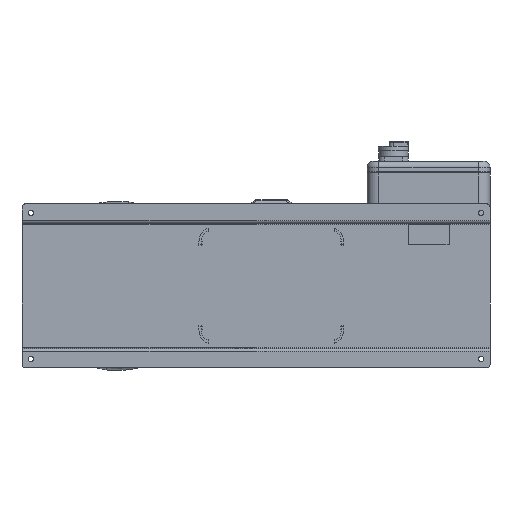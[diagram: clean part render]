
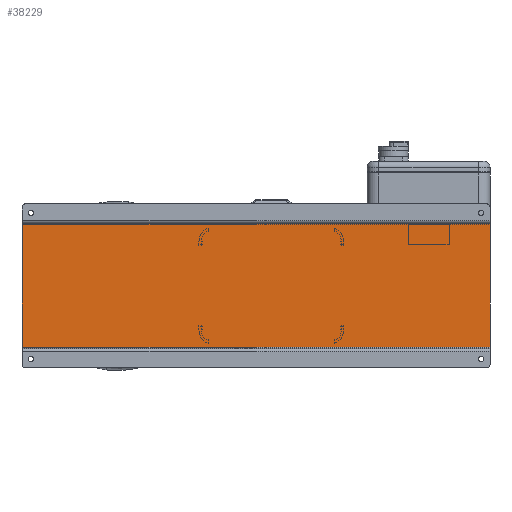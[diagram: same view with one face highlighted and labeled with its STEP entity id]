
A CAD part, front view. The second image highlights one B-rep face of the part: STEP entity #38229.
In plain terms, the highlighted planar face has unit normal (0, -1, 0).
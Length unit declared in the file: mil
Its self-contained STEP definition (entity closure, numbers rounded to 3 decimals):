
#165 = ORIENTED_EDGE ( 'NONE', *, *, #12698, .F. ) ;
#4200 = VERTEX_POINT ( 'NONE', #20904 ) ;
#5652 = ORIENTED_EDGE ( 'NONE', *, *, #58221, .T. ) ;
#5775 = EDGE_CURVE ( 'NONE', #63572, #57084, #57272, .T. ) ;
#6428 = FACE_OUTER_BOUND ( 'NONE', #63241, .T. ) ;
#11916 = CARTESIAN_POINT ( 'NONE',  ( 15748.031, 2007.874, 4133.858 ) ) ;
#12394 = DIRECTION ( 'NONE',  ( 0., 0., -1. ) ) ;
#12669 = DIRECTION ( 'NONE',  ( 1., 0., 0. ) ) ;
#12698 = EDGE_CURVE ( 'NONE', #57084, #4200, #69254, .T. ) ;
#13069 = CARTESIAN_POINT ( 'NONE',  ( 15748.031, 2007.874, 4133.858 ) ) ;
#18227 = DIRECTION ( 'NONE',  ( 0., 0., -1. ) ) ;
#20904 = CARTESIAN_POINT ( 'NONE',  ( -15748.031, 2007.874, -4133.858 ) ) ;
#22593 = LINE ( 'NONE', #63410, #55524 ) ;
#23009 = CARTESIAN_POINT ( 'NONE',  ( 15748.031, 2007.874, -4133.858 ) ) ;
#23098 = ORIENTED_EDGE ( 'NONE', *, *, #47614, .T. ) ;
#25450 = VECTOR ( 'NONE', #18227, 39370.079 ) ;
#28971 = LINE ( 'NONE', #62835, #68908 ) ;
#29630 = DIRECTION ( 'NONE',  ( 0., 1., 0. ) ) ;
#31155 = AXIS2_PLACEMENT_3D ( 'NONE', #23009, #29630, #12669 ) ;
#37624 = ORIENTED_EDGE ( 'NONE', *, *, #5775, .F. ) ;
#38229 = ADVANCED_FACE ( 'NONE', ( #6428 ), #62759, .F. ) ;
#39940 = VERTEX_POINT ( 'NONE', #58039 ) ;
#41250 = DIRECTION ( 'NONE',  ( -1., 0., 0. ) ) ;
#47614 = EDGE_CURVE ( 'NONE', #39940, #4200, #28971, .T. ) ;
#55524 = VECTOR ( 'NONE', #61968, 39370.079 ) ;
#57084 = VERTEX_POINT ( 'NONE', #62851 ) ;
#57272 = LINE ( 'NONE', #13069, #25450 ) ;
#58039 = CARTESIAN_POINT ( 'NONE',  ( -15748.031, 2007.874, 4133.858 ) ) ;
#58221 = EDGE_CURVE ( 'NONE', #63572, #39940, #22593, .T. ) ;
#61968 = DIRECTION ( 'NONE',  ( -1., 0., 0. ) ) ;
#62178 = VECTOR ( 'NONE', #41250, 39370.079 ) ;
#62759 = PLANE ( 'NONE',  #31155 ) ;
#62835 = CARTESIAN_POINT ( 'NONE',  ( -15748.031, 2007.874, -4133.858 ) ) ;
#62851 = CARTESIAN_POINT ( 'NONE',  ( 15748.031, 2007.874, -4133.858 ) ) ;
#63241 = EDGE_LOOP ( 'NONE', ( #23098, #165, #37624, #5652 ) ) ;
#63410 = CARTESIAN_POINT ( 'NONE',  ( 15748.031, 2007.874, 4133.858 ) ) ;
#63572 = VERTEX_POINT ( 'NONE', #11916 ) ;
#68908 = VECTOR ( 'NONE', #12394, 39370.079 ) ;
#69254 = LINE ( 'NONE', #69978, #62178 ) ;
#69978 = CARTESIAN_POINT ( 'NONE',  ( 15748.031, 2007.874, -4133.858 ) ) ;
